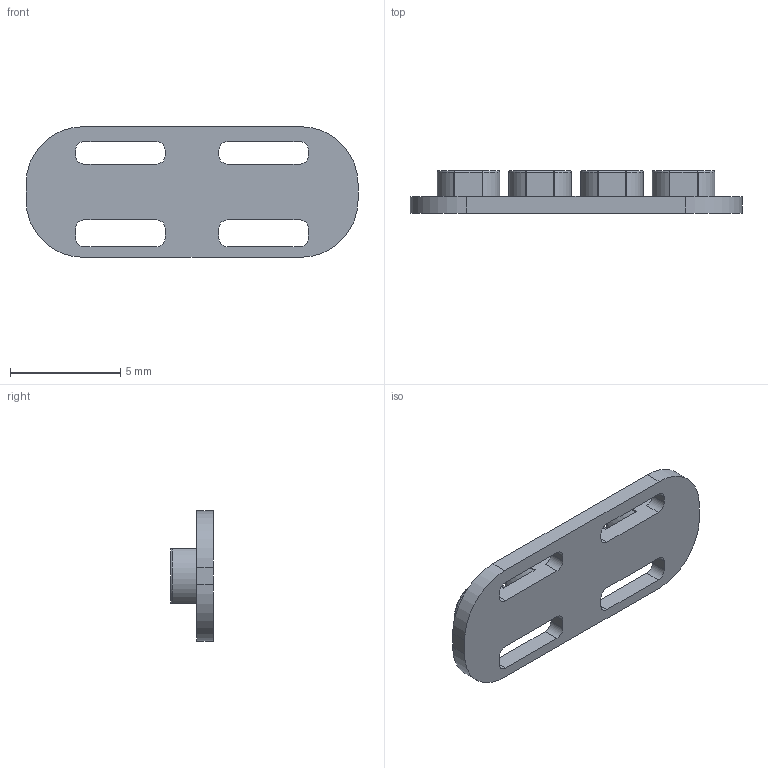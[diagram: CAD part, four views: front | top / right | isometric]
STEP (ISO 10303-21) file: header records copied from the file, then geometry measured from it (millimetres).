
FILE_DESCRIPTION (( 'STEP AP203' ), '1' );
FILE_NAME ('NNP-DWG-130-004-000 Remote Module, Pre-Molded Header Cap.STEP', '2024-08-12T19:53:24', ( '' ), ( '' ), 'SwSTEP 2.0', 'SolidWorks 2024', '' );
FILE_SCHEMA (( 'CONFIG_CONTROL_DESIGN' ));
Length unit declared in the file: inch
Products named in the file (1): NNP-DWG-130-004-000 Remote Module, Pre-Molded Header Cap
Bounding box: 15.06 x 1.94 x 5.92 mm (x, y, z)
Volume: 70.7 mm3; surface area: 250.6 mm2
Topology: 1 solids, 1 shells, 132 faces, 336 edges, 192 vertices
Faces by surface type: cylinder 60, plane 32, torus 16, sphere 16, cone 8
Entity records: 3955 total; most frequent: DIRECTION 754, CARTESIAN_POINT 645, ORIENTED_EDGE 640, EDGE_CURVE 320, AXIS2_PLACEMENT_3D 301, VERTEX_POINT 192, CIRCLE 168, LINE 152
